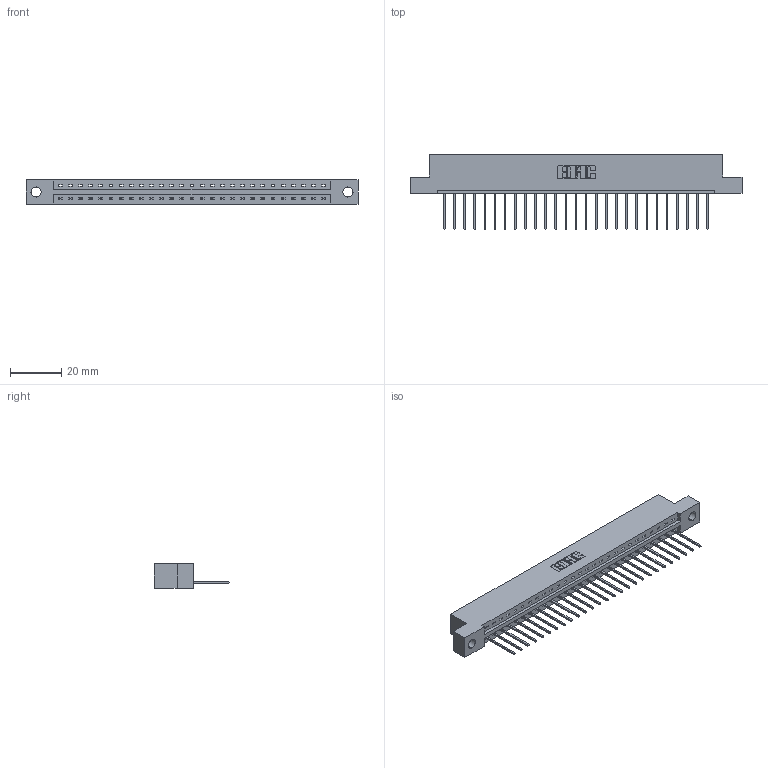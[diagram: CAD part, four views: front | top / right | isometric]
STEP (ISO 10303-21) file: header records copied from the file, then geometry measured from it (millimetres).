
FILE_DESCRIPTION (( 'STEP AP203' ), '1' );
FILE_NAME ('387-027-540-104.STEP', '2019-10-03T13:49:29', ( '' ), ( '' ), 'SwSTEP 2.0', 'SolidWorks 2016', '' );
FILE_SCHEMA (( 'CONFIG_CONTROL_DESIGN' ));
Length unit declared in the file: inch
Products named in the file (3): 387-027-540-104; 345-292-001_345-293-140; 337 Part_Flush Mounting Lugs - 0.156 Dia-TH
Assembly tree (28 placements, depth 2):
  387-027-540-104
    337 Part_Flush Mounting Lugs - 0.156 Dia-TH
    345-292-001_345-293-140  x27
Bounding box: 130 x 29.47 x 9.4 mm (x, y, z)
Volume: 13272 mm3; surface area: 13698.1 mm2
Topology: 28 solids, 28 shells, 1788 faces, 5387 edges, 3554 vertices
Faces by surface type: plane 1312, cylinder 476
Entity records: 22031 total; most frequent: CARTESIAN_POINT 3843, ORIENTED_EDGE 3806, DIRECTION 3265, EDGE_CURVE 1903, LINE 1775, VECTOR 1775, VERTEX_POINT 1266, AXIS2_PLACEMENT_3D 745
